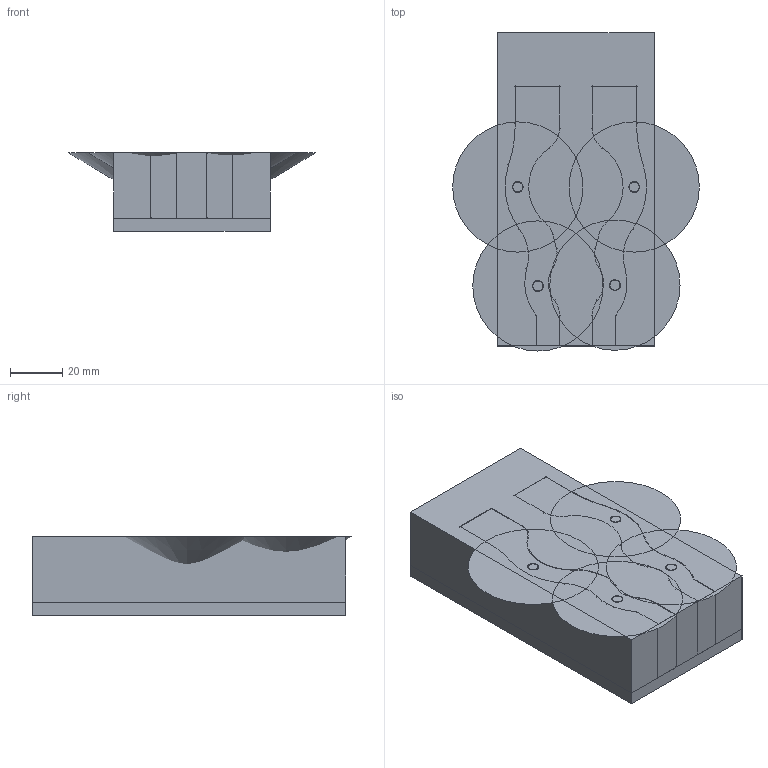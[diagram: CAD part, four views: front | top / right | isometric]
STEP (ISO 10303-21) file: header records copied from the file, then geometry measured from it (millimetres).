
FILE_DESCRIPTION(/* description */ (''),/* implementation_level */ '2;1');
FILE_NAME(/* name */ '31sj1.stp',/* time_stamp */ '2019-05-31T11:23:57+08:00',/* author */ (''),/* organization */ (''),/* preprocessor_version */ 'ST-DEVELOPER v16',/* originating_system */ 'SIEMENS PLM Software NX 10.0',/* authorisation */ '');
FILE_SCHEMA (('CONFIG_CONTROL_DESIGN'));
Length unit declared in the file: millimetre
Products named in the file (1): 31sj1
Bounding box: 94.58 x 121.96 x 30 mm (x, y, z)
Surface area: 113173.5 mm2
Topology: 17 solids, 17 shells, 212 faces, 468 edges, 280 vertices
Faces by surface type: cylinder 84, plane 70, torus 40, cone 10, sphere 8
Full cylindrical faces by diameter (mm): 3 x8, 3.3 x4, 3.8 x6, 4.2 x10, 7.5 x6
Entity records: 6247 total; most frequent: CARTESIAN_POINT 1676, DIRECTION 1026, ORIENTED_EDGE 784, AXIS2_PLACEMENT_3D 437, EDGE_CURVE 392, EDGE_LOOP 286, VERTEX_POINT 264, CIRCLE 224
